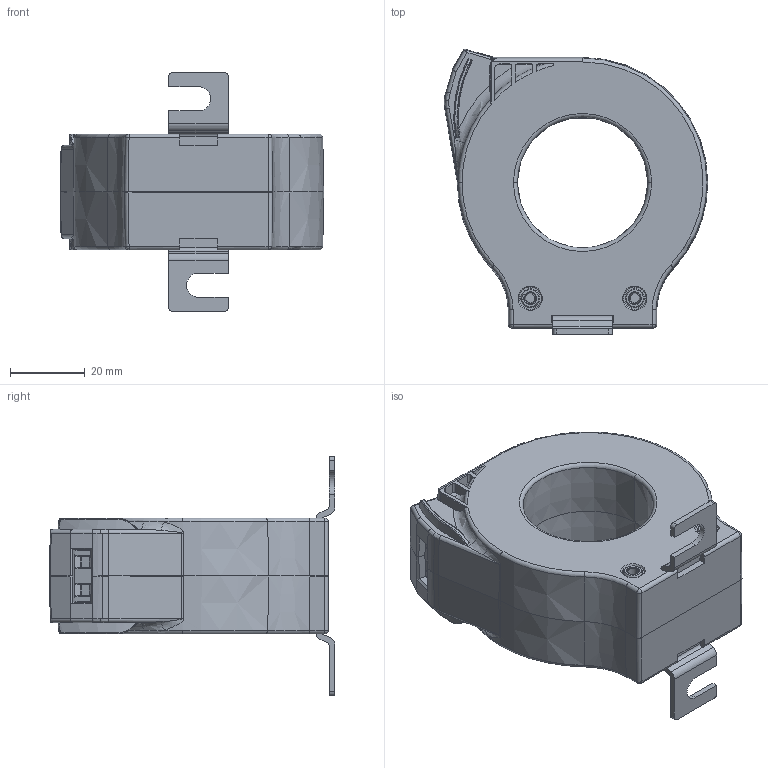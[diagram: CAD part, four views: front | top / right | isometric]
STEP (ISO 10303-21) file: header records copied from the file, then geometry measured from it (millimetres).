
FILE_DESCRIPTION((''),'2;1');
FILE_NAME('WGC35_2P','2017-11-07T',('bcollados'),(''),'CREO PARAMETRIC BY PTC INC, 2015290','CREO PARAMETRIC BY PTC INC, 2015290','');
FILE_SCHEMA(('AUTOMOTIVE_DESIGN { 1 0 10303 214 1 1 1 1 }'));
Length unit declared in the file: metre
Products named in the file (1): WGC35_2P
Bounding box: 70.59 x 76.43 x 64 mm (x, y, z)
Surface area: 35208.8 mm2 (no closed solid volume)
Topology: 0 solids, 9 shells, 570 faces, 1669 edges, 1090 vertices
Faces by surface type: plane 255, cone 116, cylinder 94, torus 63, bspline 38, sphere 4
Entity records: 28304 total; most frequent: CARTESIAN_POINT 8307, ORIENTED_EDGE 3008, DIRECTION 2804, EDGE_CURVE 1661, COLOUR_RGB 1579, VERTEX_POINT 1090, AXIS2_PLACEMENT_3D 999, VECTOR 806
